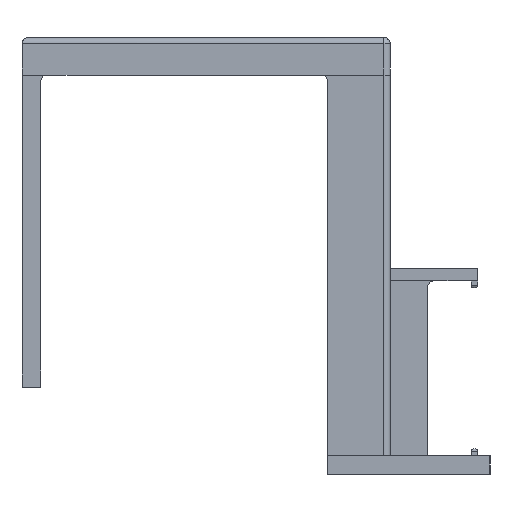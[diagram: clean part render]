
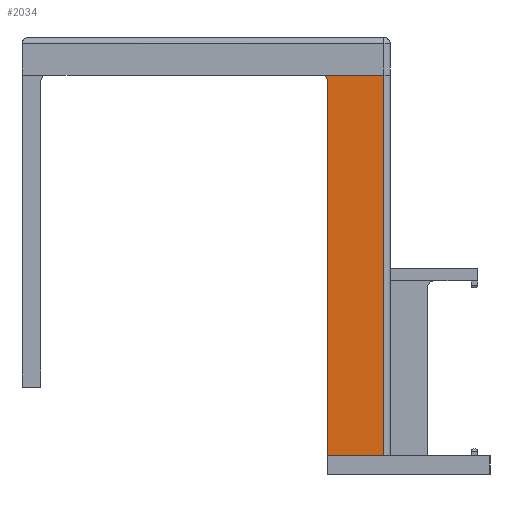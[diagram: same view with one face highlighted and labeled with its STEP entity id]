
A CAD part, left-side view. The second image highlights one B-rep face of the part: STEP entity #2034.
In plain terms, the highlighted planar face has unit normal (-1, 0, 0).
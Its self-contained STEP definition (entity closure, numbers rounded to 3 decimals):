
#1731 = VERTEX_POINT('',#1732);
#1732 = CARTESIAN_POINT('',(15.,1.,64.));
#1741 = PLANE('',#1742);
#1742 = AXIS2_PLACEMENT_3D('',#1743,#1744,#1745);
#1743 = CARTESIAN_POINT('',(15.,-10.,64.));
#1744 = DIRECTION('',(-1.,0.,0.));
#1745 = DIRECTION('',(0.,1.,0.));
#1765 = EDGE_CURVE('',#1766,#1731,#1768,.T.);
#1766 = VERTEX_POINT('',#1767);
#1767 = CARTESIAN_POINT('',(15.,0.,64.));
#1768 = SURFACE_CURVE('',#1769,(#1773,#1780),.PCURVE_S1.);
#1769 = LINE('',#1770,#1771);
#1770 = CARTESIAN_POINT('',(15.,-10.,64.));
#1771 = VECTOR('',#1772,1.);
#1772 = DIRECTION('',(0.,1.,0.));
#1773 = PCURVE('',#1741,#1774);
#1774 = DEFINITIONAL_REPRESENTATION('',(#1775),#1779);
#1775 = LINE('',#1776,#1777);
#1776 = CARTESIAN_POINT('',(0.,0.));
#1777 = VECTOR('',#1778,1.);
#1778 = DIRECTION('',(1.,0.));
#1779 = ( GEOMETRIC_REPRESENTATION_CONTEXT(2) 
PARAMETRIC_REPRESENTATION_CONTEXT() REPRESENTATION_CONTEXT('2D SPACE',''
  ) );
#1780 = PCURVE('',#1781,#1786);
#1781 = PLANE('',#1782);
#1782 = AXIS2_PLACEMENT_3D('',#1783,#1784,#1785);
#1783 = CARTESIAN_POINT('',(15.,-10.,0.));
#1784 = DIRECTION('',(-1.,0.,0.));
#1785 = DIRECTION('',(0.,1.,0.));
#1786 = DEFINITIONAL_REPRESENTATION('',(#1787),#1791);
#1787 = LINE('',#1788,#1789);
#1788 = CARTESIAN_POINT('',(0.,-64.));
#1789 = VECTOR('',#1790,1.);
#1790 = DIRECTION('',(1.,0.));
#1791 = ( GEOMETRIC_REPRESENTATION_CONTEXT(2) 
PARAMETRIC_REPRESENTATION_CONTEXT() REPRESENTATION_CONTEXT('2D SPACE',''
  ) );
#1793 = EDGE_CURVE('',#1794,#1766,#1796,.T.);
#1794 = VERTEX_POINT('',#1795);
#1795 = CARTESIAN_POINT('',(15.,-9.,64.));
#1796 = SURFACE_CURVE('',#1797,(#1801,#1808),.PCURVE_S1.);
#1797 = LINE('',#1798,#1799);
#1798 = CARTESIAN_POINT('',(15.,-10.,64.));
#1799 = VECTOR('',#1800,1.);
#1800 = DIRECTION('',(0.,1.,0.));
#1801 = PCURVE('',#1741,#1802);
#1802 = DEFINITIONAL_REPRESENTATION('',(#1803),#1807);
#1803 = LINE('',#1804,#1805);
#1804 = CARTESIAN_POINT('',(0.,0.));
#1805 = VECTOR('',#1806,1.);
#1806 = DIRECTION('',(1.,0.));
#1807 = ( GEOMETRIC_REPRESENTATION_CONTEXT(2) 
PARAMETRIC_REPRESENTATION_CONTEXT() REPRESENTATION_CONTEXT('2D SPACE',''
  ) );
#1808 = PCURVE('',#1781,#1809);
#1809 = DEFINITIONAL_REPRESENTATION('',(#1810),#1814);
#1810 = LINE('',#1811,#1812);
#1811 = CARTESIAN_POINT('',(0.,-64.));
#1812 = VECTOR('',#1813,1.);
#1813 = DIRECTION('',(1.,0.));
#1814 = ( GEOMETRIC_REPRESENTATION_CONTEXT(2) 
PARAMETRIC_REPRESENTATION_CONTEXT() REPRESENTATION_CONTEXT('2D SPACE',''
  ) );
#2023 = CYLINDRICAL_SURFACE('',#2024,1.);
#2024 = AXIS2_PLACEMENT_3D('',#2025,#2026,#2027);
#2025 = CARTESIAN_POINT('',(15.,1.,63.));
#2026 = DIRECTION('',(1.,0.,0.));
#2027 = DIRECTION('',(0.,0.,1.));
#2034 = ADVANCED_FACE('',(#2035),#1781,.T.);
#2035 = FACE_BOUND('',#2036,.T.);
#2036 = EDGE_LOOP('',(#2037,#2067,#2095,#2121,#2122,#2123));
#2037 = ORIENTED_EDGE('',*,*,#2038,.F.);
#2038 = EDGE_CURVE('',#2039,#2041,#2043,.T.);
#2039 = VERTEX_POINT('',#2040);
#2040 = CARTESIAN_POINT('',(15.,0.,0.));
#2041 = VERTEX_POINT('',#2042);
#2042 = CARTESIAN_POINT('',(15.,0.,63.));
#2043 = SURFACE_CURVE('',#2044,(#2048,#2055),.PCURVE_S1.);
#2044 = LINE('',#2045,#2046);
#2045 = CARTESIAN_POINT('',(15.,0.,0.));
#2046 = VECTOR('',#2047,1.);
#2047 = DIRECTION('',(0.,0.,1.));
#2048 = PCURVE('',#1781,#2049);
#2049 = DEFINITIONAL_REPRESENTATION('',(#2050),#2054);
#2050 = LINE('',#2051,#2052);
#2051 = CARTESIAN_POINT('',(10.,0.));
#2052 = VECTOR('',#2053,1.);
#2053 = DIRECTION('',(0.,-1.));
#2054 = ( GEOMETRIC_REPRESENTATION_CONTEXT(2) 
PARAMETRIC_REPRESENTATION_CONTEXT() REPRESENTATION_CONTEXT('2D SPACE',''
  ) );
#2055 = PCURVE('',#2056,#2061);
#2056 = PLANE('',#2057);
#2057 = AXIS2_PLACEMENT_3D('',#2058,#2059,#2060);
#2058 = CARTESIAN_POINT('',(15.,0.,0.));
#2059 = DIRECTION('',(0.,1.,0.));
#2060 = DIRECTION('',(1.,0.,0.));
#2061 = DEFINITIONAL_REPRESENTATION('',(#2062),#2066);
#2062 = LINE('',#2063,#2064);
#2063 = CARTESIAN_POINT('',(0.,0.));
#2064 = VECTOR('',#2065,1.);
#2065 = DIRECTION('',(0.,-1.));
#2066 = ( GEOMETRIC_REPRESENTATION_CONTEXT(2) 
PARAMETRIC_REPRESENTATION_CONTEXT() REPRESENTATION_CONTEXT('2D SPACE',''
  ) );
#2067 = ORIENTED_EDGE('',*,*,#2068,.F.);
#2068 = EDGE_CURVE('',#2069,#2039,#2071,.T.);
#2069 = VERTEX_POINT('',#2070);
#2070 = CARTESIAN_POINT('',(15.,-9.,0.));
#2071 = SURFACE_CURVE('',#2072,(#2076,#2083),.PCURVE_S1.);
#2072 = LINE('',#2073,#2074);
#2073 = CARTESIAN_POINT('',(15.,-10.,0.));
#2074 = VECTOR('',#2075,1.);
#2075 = DIRECTION('',(0.,1.,0.));
#2076 = PCURVE('',#1781,#2077);
#2077 = DEFINITIONAL_REPRESENTATION('',(#2078),#2082);
#2078 = LINE('',#2079,#2080);
#2079 = CARTESIAN_POINT('',(0.,0.));
#2080 = VECTOR('',#2081,1.);
#2081 = DIRECTION('',(1.,0.));
#2082 = ( GEOMETRIC_REPRESENTATION_CONTEXT(2) 
PARAMETRIC_REPRESENTATION_CONTEXT() REPRESENTATION_CONTEXT('2D SPACE',''
  ) );
#2083 = PCURVE('',#2084,#2089);
#2084 = PLANE('',#2085);
#2085 = AXIS2_PLACEMENT_3D('',#2086,#2087,#2088);
#2086 = CARTESIAN_POINT('',(18.,-5.,0.));
#2087 = DIRECTION('',(0.,0.,1.));
#2088 = DIRECTION('',(1.,0.,0.));
#2089 = DEFINITIONAL_REPRESENTATION('',(#2090),#2094);
#2090 = LINE('',#2091,#2092);
#2091 = CARTESIAN_POINT('',(-3.,-5.));
#2092 = VECTOR('',#2093,1.);
#2093 = DIRECTION('',(0.,1.));
#2094 = ( GEOMETRIC_REPRESENTATION_CONTEXT(2) 
PARAMETRIC_REPRESENTATION_CONTEXT() REPRESENTATION_CONTEXT('2D SPACE',''
  ) );
#2095 = ORIENTED_EDGE('',*,*,#2096,.T.);
#2096 = EDGE_CURVE('',#2069,#1794,#2097,.T.);
#2097 = SURFACE_CURVE('',#2098,(#2102,#2109),.PCURVE_S1.);
#2098 = LINE('',#2099,#2100);
#2099 = CARTESIAN_POINT('',(15.,-9.,0.));
#2100 = VECTOR('',#2101,1.);
#2101 = DIRECTION('',(0.,0.,1.));
#2102 = PCURVE('',#1781,#2103);
#2103 = DEFINITIONAL_REPRESENTATION('',(#2104),#2108);
#2104 = LINE('',#2105,#2106);
#2105 = CARTESIAN_POINT('',(1.,0.));
#2106 = VECTOR('',#2107,1.);
#2107 = DIRECTION('',(0.,-1.));
#2108 = ( GEOMETRIC_REPRESENTATION_CONTEXT(2) 
PARAMETRIC_REPRESENTATION_CONTEXT() REPRESENTATION_CONTEXT('2D SPACE',''
  ) );
#2109 = PCURVE('',#2110,#2115);
#2110 = CYLINDRICAL_SURFACE('',#2111,1.);
#2111 = AXIS2_PLACEMENT_3D('',#2112,#2113,#2114);
#2112 = CARTESIAN_POINT('',(16.,-9.,0.));
#2113 = DIRECTION('',(0.,0.,1.));
#2114 = DIRECTION('',(-1.,0.,0.));
#2115 = DEFINITIONAL_REPRESENTATION('',(#2116),#2120);
#2116 = LINE('',#2117,#2118);
#2117 = CARTESIAN_POINT('',(0.,0.));
#2118 = VECTOR('',#2119,1.);
#2119 = DIRECTION('',(0.,1.));
#2120 = ( GEOMETRIC_REPRESENTATION_CONTEXT(2) 
PARAMETRIC_REPRESENTATION_CONTEXT() REPRESENTATION_CONTEXT('2D SPACE',''
  ) );
#2121 = ORIENTED_EDGE('',*,*,#1793,.T.);
#2122 = ORIENTED_EDGE('',*,*,#1765,.T.);
#2123 = ORIENTED_EDGE('',*,*,#2124,.T.);
#2124 = EDGE_CURVE('',#1731,#2041,#2125,.T.);
#2125 = SURFACE_CURVE('',#2126,(#2131,#2142),.PCURVE_S1.);
#2126 = CIRCLE('',#2127,1.);
#2127 = AXIS2_PLACEMENT_3D('',#2128,#2129,#2130);
#2128 = CARTESIAN_POINT('',(15.,1.,63.));
#2129 = DIRECTION('',(1.,0.,-0.));
#2130 = DIRECTION('',(0.,0.,1.));
#2131 = PCURVE('',#1781,#2132);
#2132 = DEFINITIONAL_REPRESENTATION('',(#2133),#2141);
#2133 = ( BOUNDED_CURVE() B_SPLINE_CURVE(2,(#2134,#2135,#2136,#2137,
#2138,#2139,#2140),.UNSPECIFIED.,.T.,.F.) B_SPLINE_CURVE_WITH_KNOTS((1,2
    ,2,2,2,1),(-2.094,0.,2.094,4.189,
6.283,8.378),.UNSPECIFIED.) CURVE() 
GEOMETRIC_REPRESENTATION_ITEM() RATIONAL_B_SPLINE_CURVE((1.,0.5,1.,0.5,
1.,0.5,1.)) REPRESENTATION_ITEM('') );
#2134 = CARTESIAN_POINT('',(11.,-64.));
#2135 = CARTESIAN_POINT('',(9.268,-64.));
#2136 = CARTESIAN_POINT('',(10.134,-62.5));
#2137 = CARTESIAN_POINT('',(11.,-61.));
#2138 = CARTESIAN_POINT('',(11.866,-62.5));
#2139 = CARTESIAN_POINT('',(12.732,-64.));
#2140 = CARTESIAN_POINT('',(11.,-64.));
#2141 = ( GEOMETRIC_REPRESENTATION_CONTEXT(2) 
PARAMETRIC_REPRESENTATION_CONTEXT() REPRESENTATION_CONTEXT('2D SPACE',''
  ) );
#2142 = PCURVE('',#2023,#2143);
#2143 = DEFINITIONAL_REPRESENTATION('',(#2144),#2148);
#2144 = LINE('',#2145,#2146);
#2145 = CARTESIAN_POINT('',(0.,0.));
#2146 = VECTOR('',#2147,1.);
#2147 = DIRECTION('',(1.,0.));
#2148 = ( GEOMETRIC_REPRESENTATION_CONTEXT(2) 
PARAMETRIC_REPRESENTATION_CONTEXT() REPRESENTATION_CONTEXT('2D SPACE',''
  ) );
